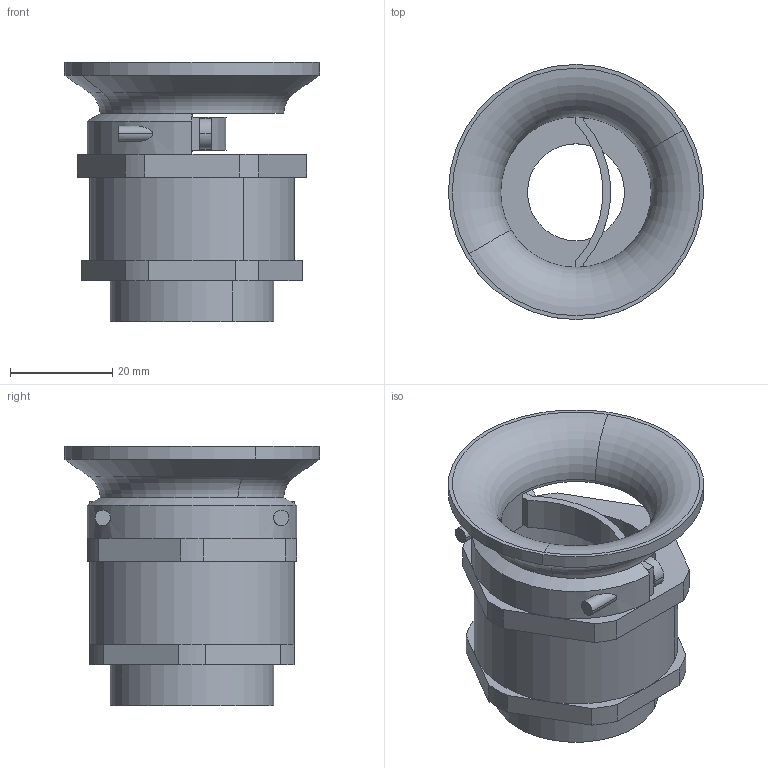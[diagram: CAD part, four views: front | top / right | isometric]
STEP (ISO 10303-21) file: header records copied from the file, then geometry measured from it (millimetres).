
FILE_DESCRIPTION(('Creo Elements/Direct Modeling STEP Export'),'2;1');
FILE_NAME('model.stp','2020-05-28T12:42:53',(''),(''),'Creo Elements/Direct Modeling STEP processor for AP214 (Solid Model)','Creo Elements/Direct Modeling 20.1A 29-Sep-2018 (C) Parametric Technology GmbH','');
FILE_SCHEMA(('AUTOMOTIVE_DESIGN { 1 0 10303 214 1 1 1 1 }'));
Length unit declared in the file: millimetre
Products named in the file (2): HC_M_KV_T_M32-select
Assembly tree (1 placements, depth 2):
  HC_M_KV_T_M32-select
    HC_M_KV_T_M32-select
Bounding box: 50 x 50 x 50.8 mm (x, y, z)
Volume: 27970.4 mm3; surface area: 14806.6 mm2
Topology: 1 solids, 1 shells, 121 faces, 314 edges, 199 vertices
Faces by surface type: plane 75, cylinder 37, cone 5, torus 4
Entity records: 5047 total; most frequent: CARTESIAN_POINT 1299, ORIENTED_EDGE 628, DIRECTION 507, EDGE_CURVE 314, VERTEX_POINT 199, VECTOR 191, LINE 191, AXIS2_PLACEMENT_3D 158
